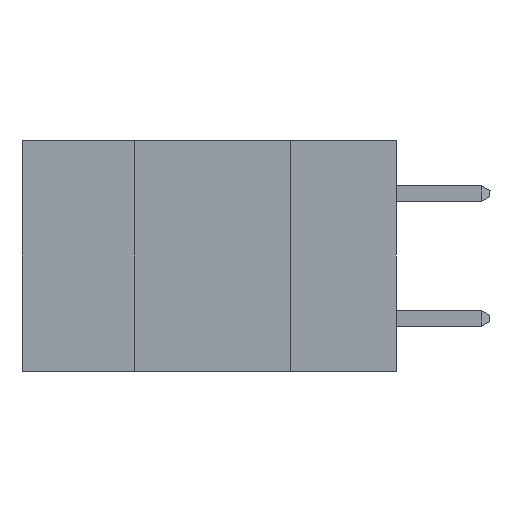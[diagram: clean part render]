
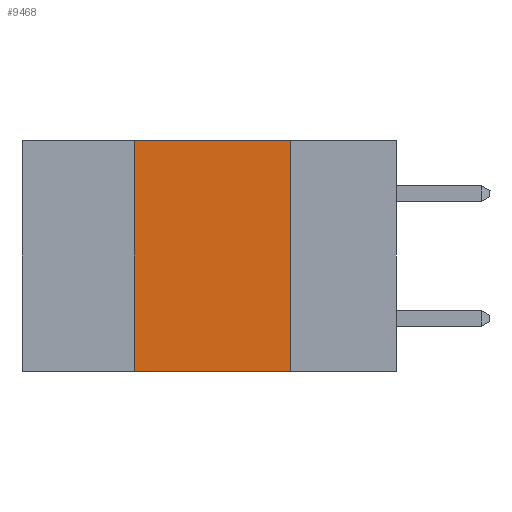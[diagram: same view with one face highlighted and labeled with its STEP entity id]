
A CAD part, left-side view. The second image highlights one B-rep face of the part: STEP entity #9468.
In plain terms, the highlighted planar face has unit normal (-1, 0, 0).
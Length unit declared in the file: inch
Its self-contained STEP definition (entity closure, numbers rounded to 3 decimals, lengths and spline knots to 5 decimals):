
#462 = VERTEX_POINT ( 'NONE', #12064 ) ;
#749 = DIRECTION ( 'NONE',  ( 0., -1., 0. ) ) ;
#998 = DIRECTION ( 'NONE',  ( 0., 0., -1. ) ) ;
#1131 = AXIS2_PLACEMENT_3D ( 'NONE', #6243, #7306, #998 ) ;
#1216 = VECTOR ( 'NONE', #1855, 39.37008 ) ;
#1799 = CARTESIAN_POINT ( 'NONE',  ( 0., 0.6, -0.37 ) ) ;
#1855 = DIRECTION ( 'NONE',  ( 0., 0., 1. ) ) ;
#2273 = ORIENTED_EDGE ( 'NONE', *, *, #11131, .F. ) ;
#3001 = VERTEX_POINT ( 'NONE', #9417 ) ;
#3575 = CARTESIAN_POINT ( 'NONE',  ( 0., 0.17, 0. ) ) ;
#3686 = ORIENTED_EDGE ( 'NONE', *, *, #11949, .T. ) ;
#4169 = VERTEX_POINT ( 'NONE', #12764 ) ;
#5390 = LINE ( 'NONE', #3575, #10187 ) ;
#5569 = FACE_OUTER_BOUND ( 'NONE', #5589, .T. ) ;
#5589 = EDGE_LOOP ( 'NONE', ( #10700, #6125, #2273, #3686 ) ) ;
#5876 = CARTESIAN_POINT ( 'NONE',  ( 0., 0.17, -0.37 ) ) ;
#6125 = ORIENTED_EDGE ( 'NONE', *, *, #11558, .F. ) ;
#6131 = VECTOR ( 'NONE', #749, 39.37008 ) ;
#6243 = CARTESIAN_POINT ( 'NONE',  ( 0., 0.6, 0. ) ) ;
#7306 = DIRECTION ( 'NONE',  ( 1., 0., 0. ) ) ;
#7487 = CARTESIAN_POINT ( 'NONE',  ( 0., 0.6, 0. ) ) ;
#8096 = CARTESIAN_POINT ( 'NONE',  ( 0., 0.42, 0. ) ) ;
#8617 = VERTEX_POINT ( 'NONE', #5876 ) ;
#8894 = LINE ( 'NONE', #8096, #1216 ) ;
#9417 = CARTESIAN_POINT ( 'NONE',  ( 0., 0.17, 0. ) ) ;
#9468 = ADVANCED_FACE ( 'NONE', ( #5569 ), #12229, .F. ) ;
#9759 = EDGE_CURVE ( 'NONE', #3001, #8617, #5390, .T. ) ;
#10187 = VECTOR ( 'NONE', #11669, 39.37008 ) ;
#10523 = DIRECTION ( 'NONE',  ( 0., -1., 0. ) ) ;
#10592 = VECTOR ( 'NONE', #10523, 39.37008 ) ;
#10700 = ORIENTED_EDGE ( 'NONE', *, *, #9759, .F. ) ;
#10889 = LINE ( 'NONE', #7487, #10592 ) ;
#11131 = EDGE_CURVE ( 'NONE', #462, #4169, #8894, .T. ) ;
#11166 = LINE ( 'NONE', #1799, #6131 ) ;
#11558 = EDGE_CURVE ( 'NONE', #4169, #3001, #10889, .T. ) ;
#11669 = DIRECTION ( 'NONE',  ( 0., 0., -1. ) ) ;
#11949 = EDGE_CURVE ( 'NONE', #462, #8617, #11166, .T. ) ;
#12064 = CARTESIAN_POINT ( 'NONE',  ( 0., 0.42, -0.37 ) ) ;
#12229 = PLANE ( 'NONE',  #1131 ) ;
#12764 = CARTESIAN_POINT ( 'NONE',  ( 0., 0.42, 0. ) ) ;
